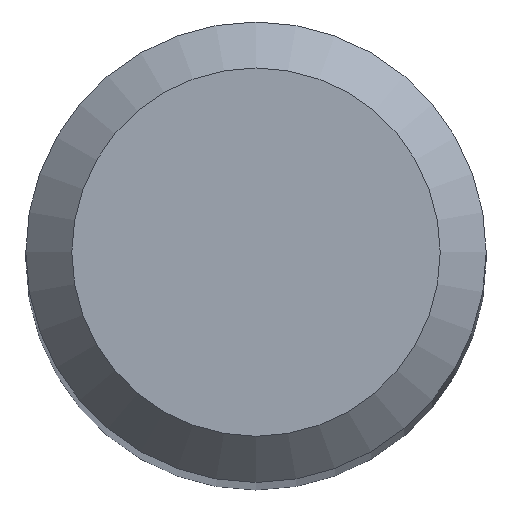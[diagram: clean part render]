
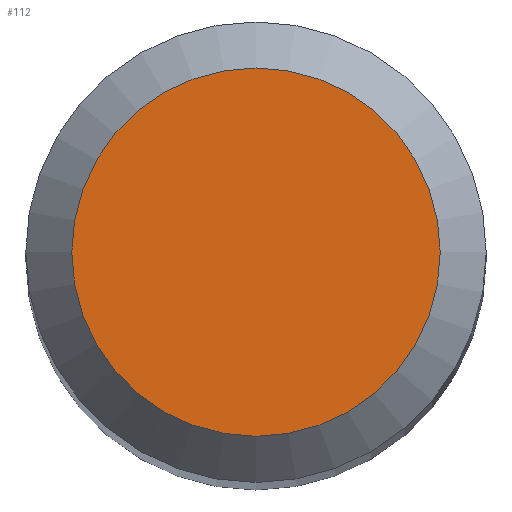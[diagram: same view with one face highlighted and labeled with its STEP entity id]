
A CAD part, top view. The second image highlights one B-rep face of the part: STEP entity #112.
In plain terms, the highlighted planar face has unit normal (0, 0, 1).
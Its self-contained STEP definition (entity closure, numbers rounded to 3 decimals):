
#8 = CIRCLE ( 'NONE', #14, 1.2 ) ;
#14 = AXIS2_PLACEMENT_3D ( 'NONE', #93, #58, #63 ) ;
#36 = CARTESIAN_POINT ( 'NONE',  ( 0., 1.2, 50. ) ) ;
#49 = DIRECTION ( 'NONE',  ( 0., 0., -1. ) ) ;
#58 = DIRECTION ( 'NONE',  ( 0., 0., -1. ) ) ;
#63 = DIRECTION ( 'NONE',  ( 0., 1., 0. ) ) ;
#92 = DIRECTION ( 'NONE',  ( 0., 1., 0. ) ) ;
#93 = CARTESIAN_POINT ( 'NONE',  ( 0., 0., 50. ) ) ;
#106 = CARTESIAN_POINT ( 'NONE',  ( 0., 0., 50. ) ) ;
#112 = ADVANCED_FACE ( 'NONE', ( #204 ), #285, .F. ) ;
#114 = ORIENTED_EDGE ( 'NONE', *, *, #184, .F. ) ;
#184 = EDGE_CURVE ( 'NONE', #230, #230, #8, .T. ) ;
#204 = FACE_OUTER_BOUND ( 'NONE', #225, .T. ) ;
#225 = EDGE_LOOP ( 'NONE', ( #114 ) ) ;
#230 = VERTEX_POINT ( 'NONE', #36 ) ;
#238 = AXIS2_PLACEMENT_3D ( 'NONE', #106, #49, #92 ) ;
#285 = PLANE ( 'NONE',  #238 ) ;
